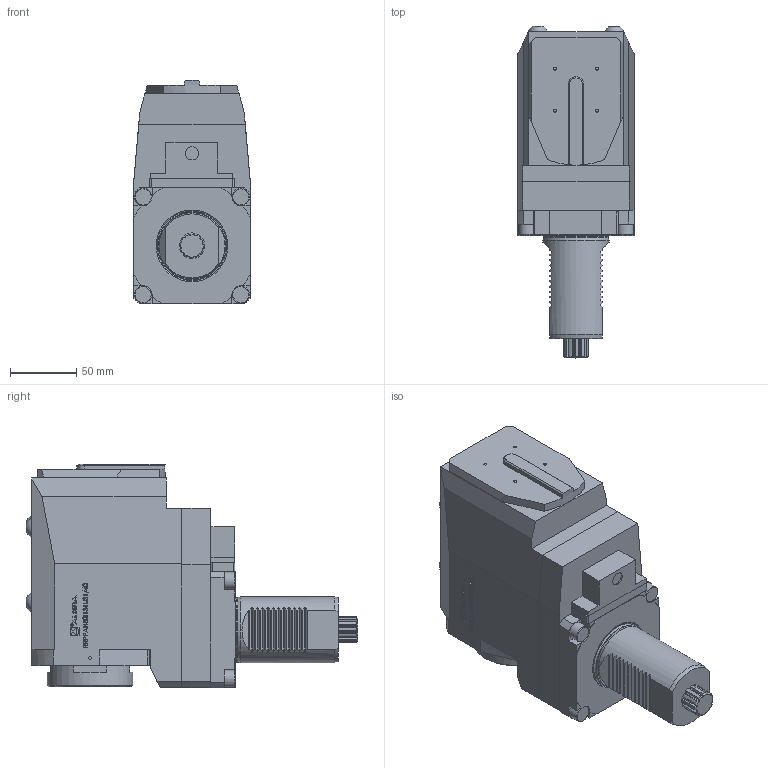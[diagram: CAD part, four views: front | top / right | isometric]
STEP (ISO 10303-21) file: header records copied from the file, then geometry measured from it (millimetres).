
FILE_DESCRIPTION (( 'STEP AP214' ), '1' );
FILE_NAME ('RRPPAH50I131US140.STEP', '2025-11-13T13:12:08', ( '' ), ( '' ), 'SwSTEP 2.0', 'SolidWorks 2023', '' );
FILE_SCHEMA (( 'AUTOMOTIVE_DESIGN' ));
Length unit declared in the file: millimetre
Products named in the file (1): RRPPAH50I131US140
Bounding box: 88 x 251.15 x 169.5 mm (x, y, z)
Volume: 2021258.8 mm3; surface area: 119043.9 mm2
Topology: 1 solids, 1 shells, 687 faces, 1827 edges, 1209 vertices
Faces by surface type: plane 434, cylinder 136, bspline 89, cone 17, torus 7, sphere 4
Full cylindrical faces by diameter (mm): 1.7 x1, 2.1 x1, 6.366 x1, 10 x1, 13 x4, 14 x4, 48.7 x1, 50 x1, 65 x1
Entity records: 30026 total; most frequent: CARTESIAN_POINT 10154, ORIENTED_EDGE 3590, DIRECTION 2930, EDGE_CURVE 1795, VERTEX_POINT 1202, VECTOR 1174, LINE 1174, AXIS2_PLACEMENT_3D 878
